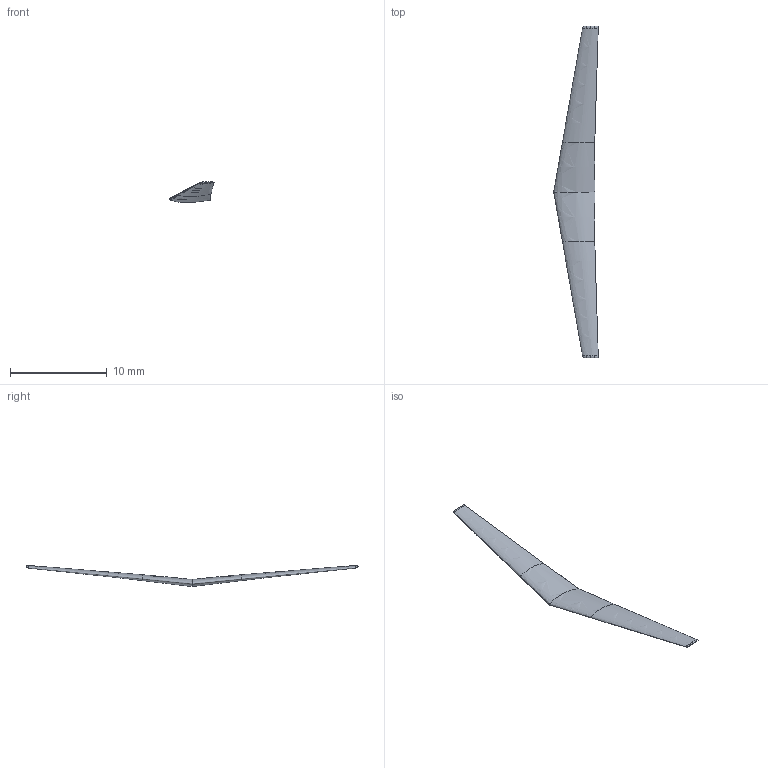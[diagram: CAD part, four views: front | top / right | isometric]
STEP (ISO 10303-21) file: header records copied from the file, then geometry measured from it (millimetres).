
FILE_DESCRIPTION(('Open CASCADE Model'),'2;1');
FILE_NAME('Open CASCADE Shape Model','2019-01-27T18:08:46',('Author'),( 'Open CASCADE'),'Open CASCADE STEP processor 7.3','Open CASCADE 7.3' ,'Unknown');
FILE_SCHEMA(('AUTOMOTIVE_DESIGN { 1 0 10303 214 1 1 1 1 }'));
Products named in the file (1): Open CASCADE STEP translator 7.3 2
Bounding box: 4.6 x 34.34 x 2.17 mm (x, y, z)
Volume: 30.9 mm3; surface area: 203.5 mm2
Topology: 1 solids, 1 shells, 30 faces, 66 edges, 38 vertices
Faces by surface type: bspline 30
Entity records: 33014 total; most frequent: CARTESIAN_POINT 31963, ORIENTED_EDGE 132, PCURVE 132, DEFINITIONAL_REPRESENTATION 132, DIRECTION 96, LINE 94, VECTOR 94, B_SPLINE_CURVE_WITH_KNOTS 86
